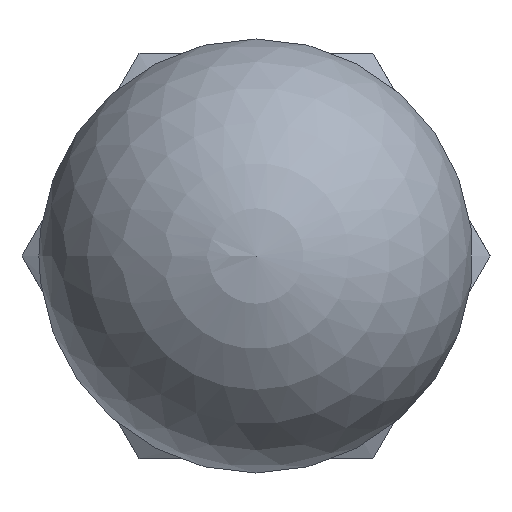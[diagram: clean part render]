
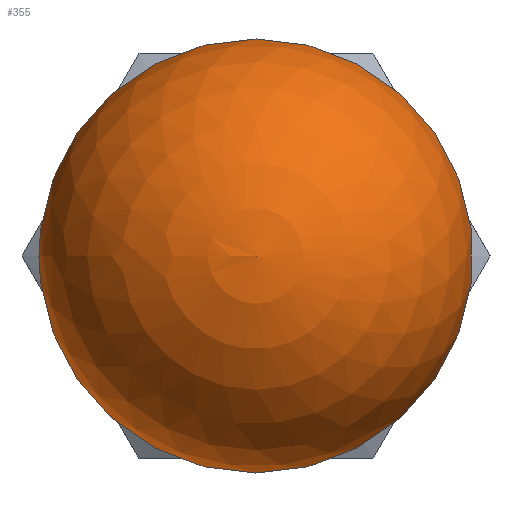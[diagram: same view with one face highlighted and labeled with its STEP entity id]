
A CAD part, left-side view. The second image highlights one B-rep face of the part: STEP entity #355.
In plain terms, the highlighted spherical face has radius 7.5 mm.
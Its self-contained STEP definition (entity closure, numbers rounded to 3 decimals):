
#20=SPHERICAL_SURFACE('',#404,7.5);
#137=ORIENTED_EDGE('',*,*,#205,.T.);
#205=EDGE_CURVE('',#241,#241,#253,.T.);
#241=VERTEX_POINT('',#677);
#253=CIRCLE('',#405,6.);
#282=EDGE_LOOP('',(#137));
#314=FACE_BOUND('',#282,.T.);
#355=ADVANCED_FACE('',(#314),#20,.T.);
#404=AXIS2_PLACEMENT_3D('',#675,#483,#484);
#405=AXIS2_PLACEMENT_3D('',#676,#485,#486);
#483=DIRECTION('',(-1.,0.,0.));
#484=DIRECTION('',(0.,1.,0.));
#485=DIRECTION('',(-1.,0.,0.));
#486=DIRECTION('',(0.,0.,1.));
#675=CARTESIAN_POINT('',(0.,0.,0.));
#676=CARTESIAN_POINT('',(4.5,0.,0.));
#677=CARTESIAN_POINT('',(4.5,0.,6.));
